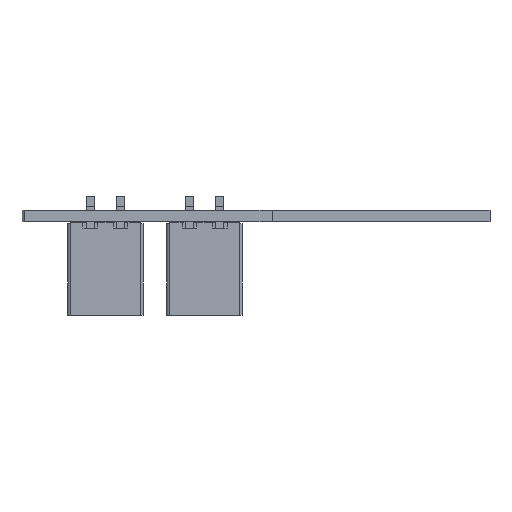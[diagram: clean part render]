
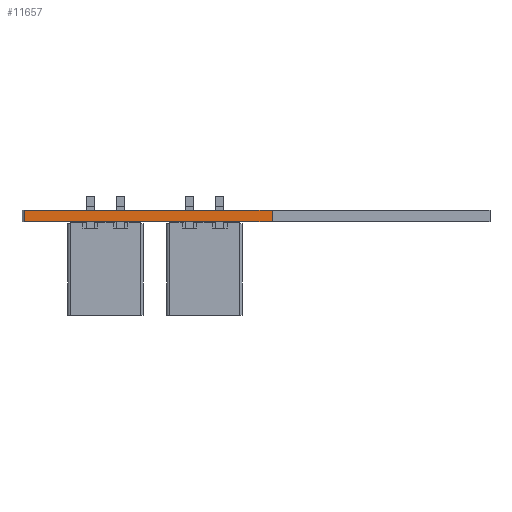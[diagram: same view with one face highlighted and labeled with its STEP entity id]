
A CAD part, left-side view. The second image highlights one B-rep face of the part: STEP entity #11657.
In plain terms, the highlighted planar face has unit normal (-1, 0, 0).
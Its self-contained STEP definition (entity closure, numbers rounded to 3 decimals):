
#9176 = PLANE('',#9177);
#9177 = AXIS2_PLACEMENT_3D('',#9178,#9179,#9180);
#9178 = CARTESIAN_POINT('',(67.716,-72.695,0.));
#9179 = DIRECTION('',(0.002,1.,-0.));
#9180 = DIRECTION('',(1.,-0.002,0.));
#9204 = PLANE('',#9205);
#9205 = AXIS2_PLACEMENT_3D('',#9206,#9207,#9208);
#9206 = CARTESIAN_POINT('',(153.303,-65.968,1.6));
#9207 = DIRECTION('',(0.,0.,1.));
#9208 = DIRECTION('',(1.,0.,-0.));
#9258 = PLANE('',#9259);
#9259 = AXIS2_PLACEMENT_3D('',#9260,#9261,#9262);
#9260 = CARTESIAN_POINT('',(153.303,-65.968,0.));
#9261 = DIRECTION('',(0.,0.,1.));
#9262 = DIRECTION('',(1.,0.,-0.));
#9273 = EDGE_CURVE('',#9274,#9276,#9278,.T.);
#9274 = VERTEX_POINT('',#9275);
#9275 = CARTESIAN_POINT('',(67.716,-72.695,0.));
#9276 = VERTEX_POINT('',#9277);
#9277 = CARTESIAN_POINT('',(67.716,-72.695,1.6));
#9278 = SURFACE_CURVE('',#9279,(#9283,#9290),.PCURVE_S1.);
#9279 = LINE('',#9280,#9281);
#9280 = CARTESIAN_POINT('',(67.716,-72.695,0.));
#9281 = VECTOR('',#9282,1.);
#9282 = DIRECTION('',(0.,0.,1.));
#9283 = PCURVE('',#9176,#9284);
#9284 = DEFINITIONAL_REPRESENTATION('',(#9285),#9289);
#9285 = LINE('',#9286,#9287);
#9286 = CARTESIAN_POINT('',(0.,0.));
#9287 = VECTOR('',#9288,1.);
#9288 = DIRECTION('',(0.,-1.));
#9289 = ( GEOMETRIC_REPRESENTATION_CONTEXT(2) 
PARAMETRIC_REPRESENTATION_CONTEXT() REPRESENTATION_CONTEXT('2D SPACE',''
  ) );
#9290 = PCURVE('',#9291,#9296);
#9291 = PLANE('',#9292);
#9292 = AXIS2_PLACEMENT_3D('',#9293,#9294,#9295);
#9293 = CARTESIAN_POINT('',(67.716,-38.557,0.));
#9294 = DIRECTION('',(1.,0.,-0.));
#9295 = DIRECTION('',(0.,-1.,0.));
#9296 = DEFINITIONAL_REPRESENTATION('',(#9297),#9301);
#9297 = LINE('',#9298,#9299);
#9298 = CARTESIAN_POINT('',(34.138,0.));
#9299 = VECTOR('',#9300,1.);
#9300 = DIRECTION('',(0.,-1.));
#9301 = ( GEOMETRIC_REPRESENTATION_CONTEXT(2) 
PARAMETRIC_REPRESENTATION_CONTEXT() REPRESENTATION_CONTEXT('2D SPACE',''
  ) );
#9563 = VERTEX_POINT('',#9564);
#9564 = CARTESIAN_POINT('',(67.716,-38.557,0.));
#9578 = PLANE('',#9579);
#9579 = AXIS2_PLACEMENT_3D('',#9580,#9581,#9582);
#9580 = CARTESIAN_POINT('',(95.199,-38.456,0.));
#9581 = DIRECTION('',(0.004,-1.,0.));
#9582 = DIRECTION('',(-1.,-0.004,0.));
#9590 = EDGE_CURVE('',#9563,#9274,#9591,.T.);
#9591 = SURFACE_CURVE('',#9592,(#9596,#9603),.PCURVE_S1.);
#9592 = LINE('',#9593,#9594);
#9593 = CARTESIAN_POINT('',(67.716,-38.557,0.));
#9594 = VECTOR('',#9595,1.);
#9595 = DIRECTION('',(0.,-1.,0.));
#9596 = PCURVE('',#9258,#9597);
#9597 = DEFINITIONAL_REPRESENTATION('',(#9598),#9602);
#9598 = LINE('',#9599,#9600);
#9599 = CARTESIAN_POINT('',(-85.587,27.411));
#9600 = VECTOR('',#9601,1.);
#9601 = DIRECTION('',(0.,-1.));
#9602 = ( GEOMETRIC_REPRESENTATION_CONTEXT(2) 
PARAMETRIC_REPRESENTATION_CONTEXT() REPRESENTATION_CONTEXT('2D SPACE',''
  ) );
#9603 = PCURVE('',#9291,#9604);
#9604 = DEFINITIONAL_REPRESENTATION('',(#9605),#9609);
#9605 = LINE('',#9606,#9607);
#9606 = CARTESIAN_POINT('',(0.,0.));
#9607 = VECTOR('',#9608,1.);
#9608 = DIRECTION('',(1.,0.));
#9609 = ( GEOMETRIC_REPRESENTATION_CONTEXT(2) 
PARAMETRIC_REPRESENTATION_CONTEXT() REPRESENTATION_CONTEXT('2D SPACE',''
  ) );
#10756 = VERTEX_POINT('',#10757);
#10757 = CARTESIAN_POINT('',(67.716,-38.557,1.6));
#10778 = EDGE_CURVE('',#10756,#9276,#10779,.T.);
#10779 = SURFACE_CURVE('',#10780,(#10784,#10791),.PCURVE_S1.);
#10780 = LINE('',#10781,#10782);
#10781 = CARTESIAN_POINT('',(67.716,-38.557,1.6));
#10782 = VECTOR('',#10783,1.);
#10783 = DIRECTION('',(0.,-1.,0.));
#10784 = PCURVE('',#9204,#10785);
#10785 = DEFINITIONAL_REPRESENTATION('',(#10786),#10790);
#10786 = LINE('',#10787,#10788);
#10787 = CARTESIAN_POINT('',(-85.587,27.411));
#10788 = VECTOR('',#10789,1.);
#10789 = DIRECTION('',(0.,-1.));
#10790 = ( GEOMETRIC_REPRESENTATION_CONTEXT(2) 
PARAMETRIC_REPRESENTATION_CONTEXT() REPRESENTATION_CONTEXT('2D SPACE',''
  ) );
#10791 = PCURVE('',#9291,#10792);
#10792 = DEFINITIONAL_REPRESENTATION('',(#10793),#10797);
#10793 = LINE('',#10794,#10795);
#10794 = CARTESIAN_POINT('',(0.,-1.6));
#10795 = VECTOR('',#10796,1.);
#10796 = DIRECTION('',(1.,0.));
#10797 = ( GEOMETRIC_REPRESENTATION_CONTEXT(2) 
PARAMETRIC_REPRESENTATION_CONTEXT() REPRESENTATION_CONTEXT('2D SPACE',''
  ) );
#11657 = ADVANCED_FACE('',(#11658),#9291,.F.);
#11658 = FACE_BOUND('',#11659,.F.);
#11659 = EDGE_LOOP('',(#11660,#11681,#11682,#11683));
#11660 = ORIENTED_EDGE('',*,*,#11661,.T.);
#11661 = EDGE_CURVE('',#9563,#10756,#11662,.T.);
#11662 = SURFACE_CURVE('',#11663,(#11667,#11674),.PCURVE_S1.);
#11663 = LINE('',#11664,#11665);
#11664 = CARTESIAN_POINT('',(67.716,-38.557,0.));
#11665 = VECTOR('',#11666,1.);
#11666 = DIRECTION('',(0.,0.,1.));
#11667 = PCURVE('',#9291,#11668);
#11668 = DEFINITIONAL_REPRESENTATION('',(#11669),#11673);
#11669 = LINE('',#11670,#11671);
#11670 = CARTESIAN_POINT('',(0.,0.));
#11671 = VECTOR('',#11672,1.);
#11672 = DIRECTION('',(0.,-1.));
#11673 = ( GEOMETRIC_REPRESENTATION_CONTEXT(2) 
PARAMETRIC_REPRESENTATION_CONTEXT() REPRESENTATION_CONTEXT('2D SPACE',''
  ) );
#11674 = PCURVE('',#9578,#11675);
#11675 = DEFINITIONAL_REPRESENTATION('',(#11676),#11680);
#11676 = LINE('',#11677,#11678);
#11677 = CARTESIAN_POINT('',(27.483,0.));
#11678 = VECTOR('',#11679,1.);
#11679 = DIRECTION('',(0.,-1.));
#11680 = ( GEOMETRIC_REPRESENTATION_CONTEXT(2) 
PARAMETRIC_REPRESENTATION_CONTEXT() REPRESENTATION_CONTEXT('2D SPACE',''
  ) );
#11681 = ORIENTED_EDGE('',*,*,#10778,.T.);
#11682 = ORIENTED_EDGE('',*,*,#9273,.F.);
#11683 = ORIENTED_EDGE('',*,*,#9590,.F.);
